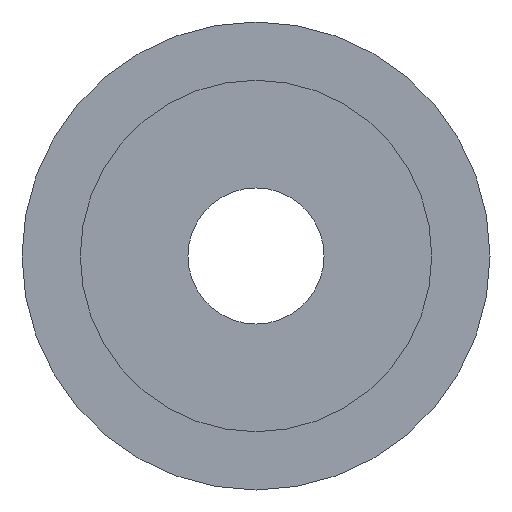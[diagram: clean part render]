
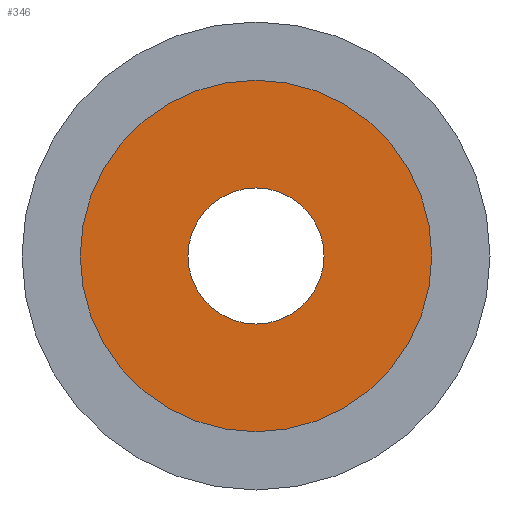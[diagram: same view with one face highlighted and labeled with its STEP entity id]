
A CAD part, front view. The second image highlights one B-rep face of the part: STEP entity #346.
In plain terms, the highlighted planar face has unit normal (0, -1, 0).
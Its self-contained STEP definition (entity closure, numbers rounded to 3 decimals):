
#2 = DIRECTION ( 'NONE',  ( 0., 0., -1. ) ) ;
#15 = VERTEX_POINT ( 'NONE', #110 ) ;
#30 = CARTESIAN_POINT ( 'NONE',  ( 0., 2.5, 0. ) ) ;
#49 = AXIS2_PLACEMENT_3D ( 'NONE', #30, #130, #2 ) ;
#53 = CARTESIAN_POINT ( 'NONE',  ( 0., 2.5, 0. ) ) ;
#54 = EDGE_LOOP ( 'NONE', ( #435, #133 ) ) ;
#68 = FACE_OUTER_BOUND ( 'NONE', #54, .T. ) ;
#92 = AXIS2_PLACEMENT_3D ( 'NONE', #274, #275, #284 ) ;
#103 = VERTEX_POINT ( 'NONE', #169 ) ;
#110 = CARTESIAN_POINT ( 'NONE',  ( 0., 2.5, 20.65 ) ) ;
#130 = DIRECTION ( 'NONE',  ( 0., -1., 0. ) ) ;
#133 = ORIENTED_EDGE ( 'NONE', *, *, #248, .T. ) ;
#150 = ORIENTED_EDGE ( 'NONE', *, *, #472, .F. ) ;
#155 = EDGE_CURVE ( 'NONE', #103, #449, #319, .T. ) ;
#162 = CARTESIAN_POINT ( 'NONE',  ( 0., 2.5, -8. ) ) ;
#168 = DIRECTION ( 'NONE',  ( 0., -1., 0. ) ) ;
#169 = CARTESIAN_POINT ( 'NONE',  ( 0., 2.5, 8. ) ) ;
#215 = DIRECTION ( 'NONE',  ( 0., 0., -1. ) ) ;
#221 = CIRCLE ( 'NONE', #626, 20.65 ) ;
#245 = CARTESIAN_POINT ( 'NONE',  ( 0., 2.5, -20.65 ) ) ;
#248 = EDGE_CURVE ( 'NONE', #15, #476, #221, .T. ) ;
#274 = CARTESIAN_POINT ( 'NONE',  ( 0., 2.5, 0. ) ) ;
#275 = DIRECTION ( 'NONE',  ( 0., -1., 0. ) ) ;
#284 = DIRECTION ( 'NONE',  ( 0., 0., -1. ) ) ;
#314 = CIRCLE ( 'NONE', #92, 8. ) ;
#319 = CIRCLE ( 'NONE', #527, 8. ) ;
#346 = ADVANCED_FACE ( 'NONE', ( #68, #713 ), #525, .T. ) ;
#387 = EDGE_CURVE ( 'NONE', #476, #15, #426, .T. ) ;
#426 = CIRCLE ( 'NONE', #49, 20.65 ) ;
#435 = ORIENTED_EDGE ( 'NONE', *, *, #387, .T. ) ;
#445 = DIRECTION ( 'NONE',  ( 0., -1., 0. ) ) ;
#449 = VERTEX_POINT ( 'NONE', #162 ) ;
#453 = CARTESIAN_POINT ( 'NONE',  ( 0., 2.5, 0. ) ) ;
#455 = DIRECTION ( 'NONE',  ( 0., 0., -1. ) ) ;
#469 = ORIENTED_EDGE ( 'NONE', *, *, #155, .F. ) ;
#472 = EDGE_CURVE ( 'NONE', #449, #103, #314, .T. ) ;
#476 = VERTEX_POINT ( 'NONE', #245 ) ;
#517 = CARTESIAN_POINT ( 'NONE',  ( 8., 2.5, 0. ) ) ;
#525 = PLANE ( 'NONE',  #700 ) ;
#527 = AXIS2_PLACEMENT_3D ( 'NONE', #53, #168, #215 ) ;
#532 = DIRECTION ( 'NONE',  ( 0., -1., 0. ) ) ;
#542 = DIRECTION ( 'NONE',  ( 0., 0., -1. ) ) ;
#626 = AXIS2_PLACEMENT_3D ( 'NONE', #453, #445, #455 ) ;
#699 = EDGE_LOOP ( 'NONE', ( #150, #469 ) ) ;
#700 = AXIS2_PLACEMENT_3D ( 'NONE', #517, #532, #542 ) ;
#713 = FACE_BOUND ( 'NONE', #699, .T. ) ;
